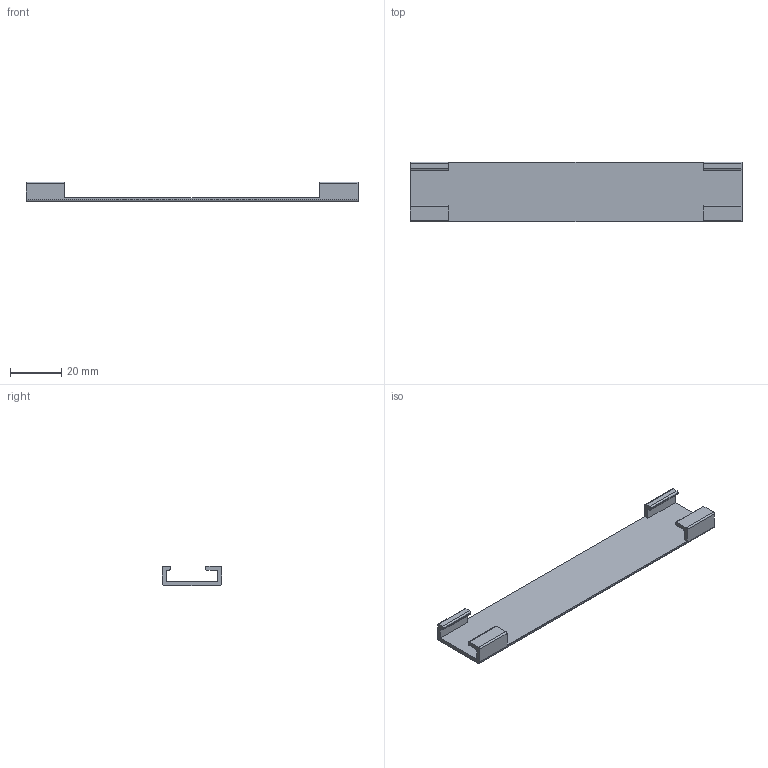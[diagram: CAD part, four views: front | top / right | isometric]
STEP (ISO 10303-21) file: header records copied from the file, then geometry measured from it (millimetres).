
FILE_DESCRIPTION(/* description */ ('STEP AP242','CAx-IF Rec.Pracs.---Representation and Presentation of Product Manufacturing Information (PMI)---4.0---2014-10-13','CAx-IF Rec.Pracs.---3D Tessellated Geometry---0.4---2014-09-14','2;1'),/* implementation_level */ '2;1');
FILE_NAME(/* name */ '650ae40dfd56437127048fdb',/* time_stamp */ '2023-09-20T12:22:38Z',/* author */ (''),/* organization */ (''),/* preprocessor_version */ 'ST-DEVELOPER v19.4',/* originating_system */ ' ',/* authorisation */ ' ');
FILE_SCHEMA (('AP242_MANAGED_MODEL_BASED_3D_ENGINEERING_MIM_LF { 1 0 10303 442 1 1 4 }'));
Length unit declared in the file: metre
Products named in the file (16): Part 16; Part 15; Part 14; Part 13; Part 12; Part 6; Part 5; Part 8; Part 7; Part 9; Part 4; Part 2; Part 3; Part 11; Part 10; Part 1
Bounding box: 129 x 23.2 x 7.7 mm (x, y, z)
Volume: 5616.7 mm3; surface area: 9640.8 mm2
Topology: 16 solids, 16 shells, 528 faces, 1434 edges, 956 vertices
Faces by surface type: bspline 310, plane 200, cylinder 18
Entity records: 18387 total; most frequent: CARTESIAN_POINT 6760, ORIENTED_EDGE 2868, EDGE_CURVE 1434, DIRECTION 1318, VERTEX_POINT 956, LINE 778, VECTOR 778, B_SPLINE_CURVE_WITH_KNOTS 620
